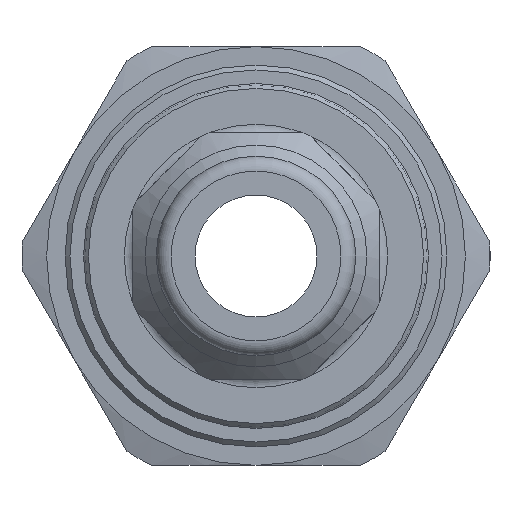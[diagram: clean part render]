
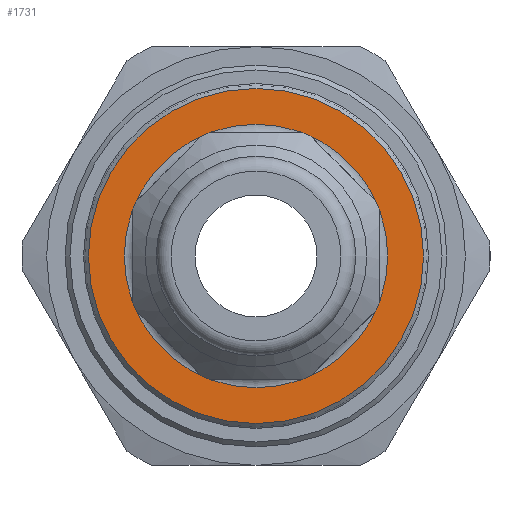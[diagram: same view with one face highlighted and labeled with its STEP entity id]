
A CAD part, left-side view. The second image highlights one B-rep face of the part: STEP entity #1731.
In plain terms, the highlighted planar face has unit normal (-1, 0, 0).
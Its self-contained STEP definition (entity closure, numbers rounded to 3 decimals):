
#1689=CARTESIAN_POINT('',(23.5,6.8,0.));
#1690=VERTEX_POINT('',#1689);
#1691=CARTESIAN_POINT('',(23.5,0.,0.0));
#1692=DIRECTION('',(1.0,0.0,0.0));
#1693=DIRECTION('',(0.0,-1.0,0.0));
#1694=AXIS2_PLACEMENT_3D('',#1691,#1692,#1693);
#1695=CIRCLE('',#1694,6.8);
#1696=EDGE_CURVE('',#1690,#1690,#1695,.T.);
#1712=CARTESIAN_POINT('',(23.5,5.925,0.0));
#1713=DIRECTION('',(-1.0,0.0,0.0));
#1714=DIRECTION('',(0.0,0.0,1.0));
#1715=AXIS2_PLACEMENT_3D('',#1712,#1713,#1714);
#1716=PLANE('',#1715);
#1717=ORIENTED_EDGE('',*,*,#1696,.F.);
#1718=EDGE_LOOP('',(#1717));
#1719=FACE_OUTER_BOUND('',#1718,.T.);
#1720=CARTESIAN_POINT('',(23.5,5.35,0.));
#1721=VERTEX_POINT('',#1720);
#1722=CARTESIAN_POINT('',(23.5,0.,0.0));
#1723=DIRECTION('',(-1.0,0.0,0.0));
#1724=DIRECTION('',(0.0,-1.0,0.0));
#1725=AXIS2_PLACEMENT_3D('',#1722,#1723,#1724);
#1726=CIRCLE('',#1725,5.35);
#1727=EDGE_CURVE('',#1721,#1721,#1726,.T.);
#1728=ORIENTED_EDGE('',*,*,#1727,.F.);
#1729=EDGE_LOOP('',(#1728));
#1730=FACE_BOUND('',#1729,.T.);
#1731=ADVANCED_FACE('',(#1719,#1730),#1716,.T.);
